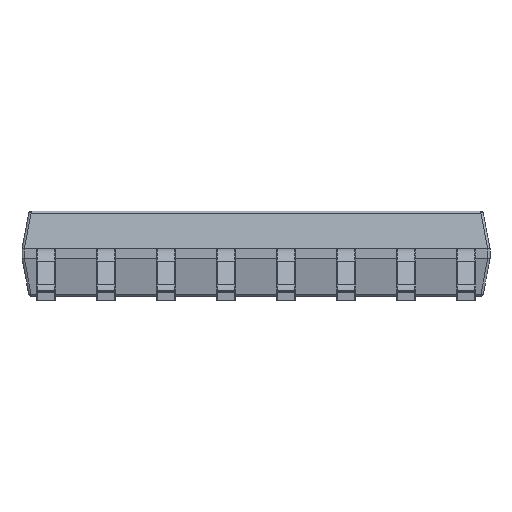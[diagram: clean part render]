
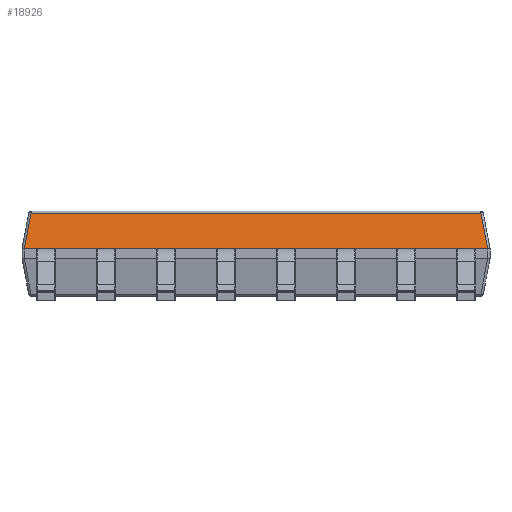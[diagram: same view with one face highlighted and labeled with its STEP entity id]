
A CAD part, left-side view. The second image highlights one B-rep face of the part: STEP entity #18926.
In plain terms, the highlighted planar face has unit normal (-0.983, 0, 0.184).
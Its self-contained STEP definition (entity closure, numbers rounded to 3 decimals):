
#749=PLANE('',#20185);
#1269=FACE_OUTER_BOUND('',#2495,.T.);
#2495=EDGE_LOOP('',(#12069,#12070,#12071,#12072,#12073,#12074));
#3792=LINE('',#28490,#5365);
#3805=LINE('',#28517,#5378);
#3806=LINE('',#28519,#5379);
#3807=LINE('',#28521,#5380);
#3808=LINE('',#28523,#5381);
#3809=LINE('',#28524,#5382);
#5365=VECTOR('',#22229,1000.);
#5378=VECTOR('',#22248,10.);
#5379=VECTOR('',#22249,1000.);
#5380=VECTOR('',#22250,1000.);
#5381=VECTOR('',#22251,1000.);
#5382=VECTOR('',#22252,10.);
#7791=VERTEX_POINT('',#28488);
#7792=VERTEX_POINT('',#28489);
#7803=VERTEX_POINT('',#28516);
#7804=VERTEX_POINT('',#28518);
#7805=VERTEX_POINT('',#28520);
#7806=VERTEX_POINT('',#28522);
#9354=EDGE_CURVE('',#7791,#7792,#3792,.T.);
#9367=EDGE_CURVE('',#7791,#7803,#3805,.T.);
#9368=EDGE_CURVE('',#7803,#7804,#3806,.T.);
#9369=EDGE_CURVE('',#7804,#7805,#3807,.T.);
#9370=EDGE_CURVE('',#7805,#7806,#3808,.T.);
#9371=EDGE_CURVE('',#7806,#7792,#3809,.T.);
#12069=ORIENTED_EDGE('',*,*,#9354,.F.);
#12070=ORIENTED_EDGE('',*,*,#9367,.T.);
#12071=ORIENTED_EDGE('',*,*,#9368,.T.);
#12072=ORIENTED_EDGE('',*,*,#9369,.T.);
#12073=ORIENTED_EDGE('',*,*,#9370,.T.);
#12074=ORIENTED_EDGE('',*,*,#9371,.T.);
#18926=ADVANCED_FACE('',(#1269),#749,.T.);
#20185=AXIS2_PLACEMENT_3D('',#28515,#22246,#22247);
#22229=DIRECTION('',(0.,1.,0.));
#22246=DIRECTION('center_axis',(-0.983,0.,
0.184));
#22247=DIRECTION('ref_axis',(0.,1.,0.));
#22248=DIRECTION('',(0.008,-0.999,0.045));
#22249=DIRECTION('',(0.181,0.181,0.967));
#22250=DIRECTION('',(0.,1.,0.));
#22251=DIRECTION('',(-0.181,0.181,-0.967));
#22252=DIRECTION('',(-0.008,-0.999,-0.045));
#28488=CARTESIAN_POINT('',(-1.95,-4.9,1.));
#28489=CARTESIAN_POINT('',(-1.95,4.9,1.));
#28490=CARTESIAN_POINT('',(-1.95,4.95,1.));
#28515=CARTESIAN_POINT('Origin',(-1.8,0.,1.8));
#28516=CARTESIAN_POINT('',(-1.95,-4.901,1.));
#28517=CARTESIAN_POINT('',(-1.95,-4.9,1.));
#28518=CARTESIAN_POINT('',(-1.808,-4.759,1.759));
#28519=CARTESIAN_POINT('',(-1.644,-4.595,2.632));
#28520=CARTESIAN_POINT('',(-1.808,4.759,1.759));
#28521=CARTESIAN_POINT('',(-1.808,0.,1.759));
#28522=CARTESIAN_POINT('',(-1.95,4.901,1.));
#28523=CARTESIAN_POINT('',(-1.644,4.595,2.632));
#28524=CARTESIAN_POINT('',(-1.95,4.901,1.));
